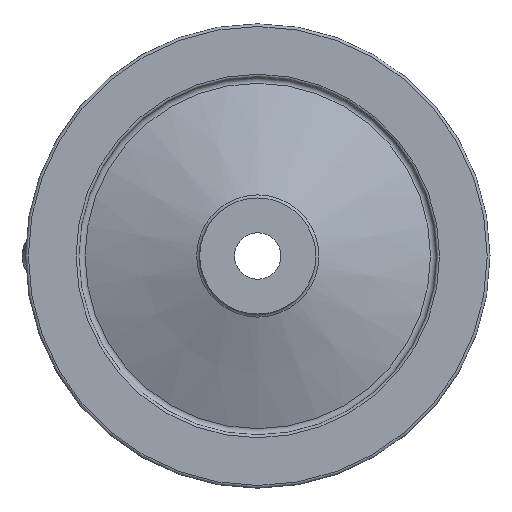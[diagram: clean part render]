
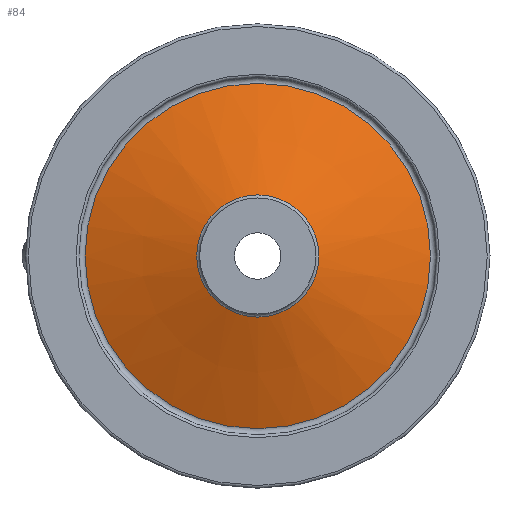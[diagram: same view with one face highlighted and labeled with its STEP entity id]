
A CAD part, left-side view. The second image highlights one B-rep face of the part: STEP entity #84.
In plain terms, the highlighted conical face has half-angle 69.984 degrees and reference radius 26.315 mm.
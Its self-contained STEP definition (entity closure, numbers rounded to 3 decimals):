
#84 = ADVANCED_FACE( '', ( #185, #186 ), #187, .T. );
#185 = FACE_OUTER_BOUND( '', #323, .T. );
#186 = FACE_BOUND( '', #324, .T. );
#187 = CONICAL_SURFACE( '', #325, 26.315, 1.221 );
#323 = EDGE_LOOP( '', ( #454 ) );
#324 = EDGE_LOOP( '', ( #455 ) );
#325 = AXIS2_PLACEMENT_3D( '', #456, #457, #458 );
#454 = ORIENTED_EDGE( '', *, *, #525, .F. );
#455 = ORIENTED_EDGE( '', *, *, #529, .T. );
#456 = CARTESIAN_POINT( '', ( 15.031, 0., 0. ) );
#457 = DIRECTION( '', ( 1., 0., 0. ) );
#458 = DIRECTION( '', ( 0., 0., -1. ) );
#525 = EDGE_CURVE( '', #592, #592, #593, .T. );
#529 = EDGE_CURVE( '', #598, #598, #599, .T. );
#592 = VERTEX_POINT( '', #664 );
#593 = CIRCLE( '', #665, 74.365 );
#598 = VERTEX_POINT( '', #670 );
#599 = CIRCLE( '', #671, 26.315 );
#664 = CARTESIAN_POINT( '', ( 32.535, 0., -74.365 ) );
#665 = AXIS2_PLACEMENT_3D( '', #740, #741, #742 );
#670 = CARTESIAN_POINT( '', ( 15.031, 0., -26.315 ) );
#671 = AXIS2_PLACEMENT_3D( '', #746, #747, #748 );
#740 = CARTESIAN_POINT( '', ( 32.535, 0., 0. ) );
#741 = DIRECTION( '', ( 1., 0., 0. ) );
#742 = DIRECTION( '', ( 0., 0., -1. ) );
#746 = CARTESIAN_POINT( '', ( 15.031, 0., 0. ) );
#747 = DIRECTION( '', ( 1., 0., 0. ) );
#748 = DIRECTION( '', ( 0., 0., -1. ) );
